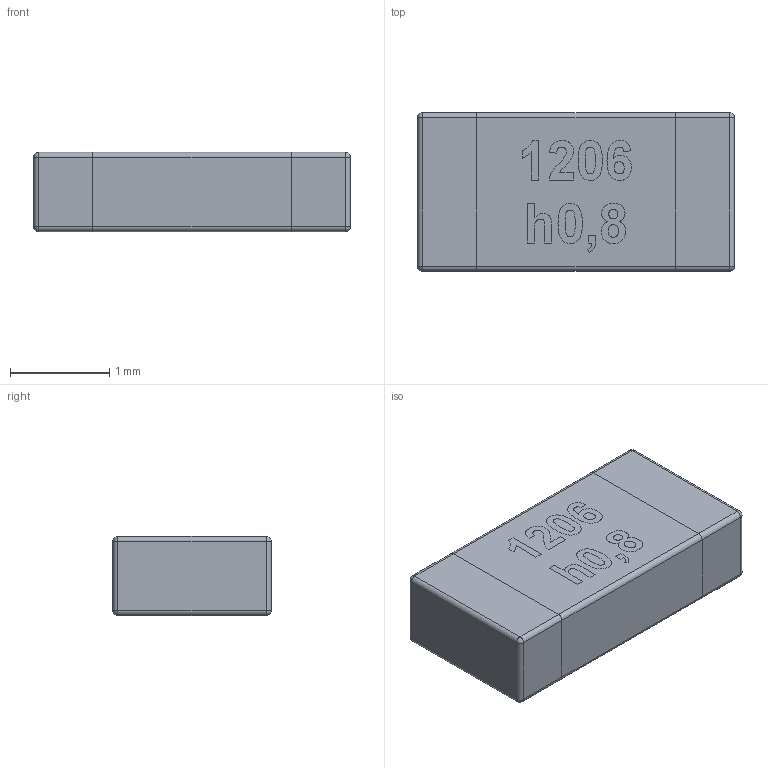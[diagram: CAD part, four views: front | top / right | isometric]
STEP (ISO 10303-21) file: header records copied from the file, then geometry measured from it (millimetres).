
FILE_DESCRIPTION (( 'STEP AP214' ), '1' );
FILE_NAME ('c_1206-h0.8.STEP', '2024-11-26T20:28:05', ( '' ), ( '' ), 'SwSTEP 2.0', 'SolidWorks 2021', '' );
FILE_SCHEMA (( 'AUTOMOTIVE_DESIGN' ));
Length unit declared in the file: millimetre
Products named in the file (1): c_1206-h0.8
Bounding box: 3.2 x 1.6 x 0.8 mm (x, y, z)
Volume: 4.1 mm3; surface area: 22.5 mm2
Topology: 3 solids, 3 shells, 59 faces, 199 edges, 151 vertices
Faces by surface type: plane 31, cylinder 20, sphere 8
Entity records: 3460 total; most frequent: CARTESIAN_POINT 1376, ORIENTED_EDGE 382, DIRECTION 279, EDGE_CURVE 191, VERTEX_POINT 151, AXIS2_PLACEMENT_3D 100, VECTOR 79, LINE 79
